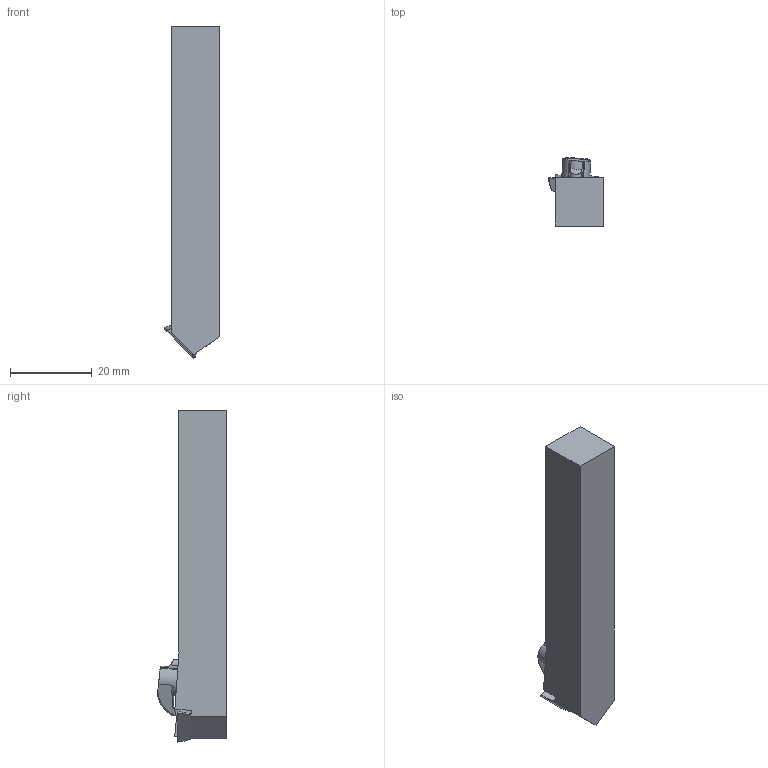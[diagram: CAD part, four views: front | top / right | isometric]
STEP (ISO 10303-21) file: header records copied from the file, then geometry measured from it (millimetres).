
FILE_DESCRIPTION(/* description */ ('3-D model version:1'),/* implementation_level */ '2;1');
FILE_NAME(/* name */ 'CTDPR 1212F 11',/* time_stamp */ '2015-11-10T10:04:59+01:00',/* author */ ('InteractiveCad'),/* organization */ ('AB Sandvik Coromant'),/* preprocessor_version */ 'ST-DEVELOPER v15',/* originating_system */ 'SIEMENS PLM Software NX 8.5',/* authorisation */ '');
FILE_SCHEMA (('AP203_CONFIGURATION_CONTROLLED_3D_DESIGN_OF_MECHANICAL_PARTS_AND_ASSEMBLIES_MIM_LF { 1 0 10303 403 2 1 2}'));
Length unit declared in the file: millimetre
Products named in the file (1): CTDPR_1212F_11_SIM
Bounding box: 13.49 x 16.94 x 81.36 mm (x, y, z)
Volume: 11295.7 mm3; surface area: 4513.1 mm2
Topology: 3 solids, 3 shells, 68 faces, 179 edges, 116 vertices
Faces by surface type: plane 36, cylinder 15, torus 6, bspline 3, cone 3, extrusion 3, sphere 2
Entity records: 2588 total; most frequent: CARTESIAN_POINT 858, ORIENTED_EDGE 352, DIRECTION 316, EDGE_CURVE 176, VERTEX_POINT 114, AXIS2_PLACEMENT_3D 109, VECTOR 98, LINE 95
